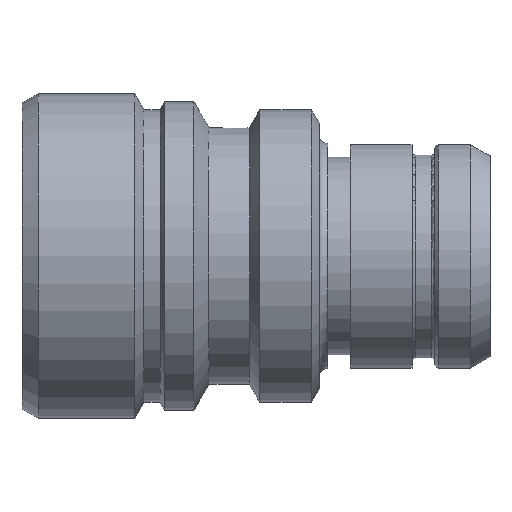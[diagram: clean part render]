
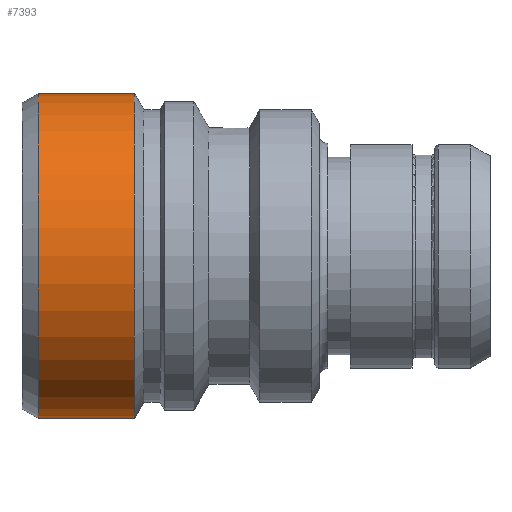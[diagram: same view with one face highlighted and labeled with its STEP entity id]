
A CAD part, top view. The second image highlights one B-rep face of the part: STEP entity #7393.
In plain terms, the highlighted cylindrical face has radius 10 mm (diameter 20 mm), a partial arc.
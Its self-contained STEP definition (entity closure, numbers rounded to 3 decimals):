
#259=CARTESIAN_POINT('',(1.,0.,0.));
#260=DIRECTION('',(1.,0.,0.));
#261=DIRECTION('',(0.,1.,0.));
#262=AXIS2_PLACEMENT_3D('',#259,#260,#261);
#264=CARTESIAN_POINT('',(6.923,0.,0.));
#265=DIRECTION('',(1.,0.,0.));
#266=DIRECTION('',(0.,1.,0.));
#267=AXIS2_PLACEMENT_3D('',#264,#265,#266);
#269=DIRECTION('',(-1.,0.,0.));
#270=VECTOR('',#269,5.923);
#271=CARTESIAN_POINT('',(6.923,10.,0.));
#272=LINE('673',#271,#270);
#273=DIRECTION('',(-1.,0.,0.));
#274=VECTOR('',#273,5.923);
#275=CARTESIAN_POINT('',(6.923,-10.,0.));
#276=LINE('688',#275,#274);
#5833=CARTESIAN_POINT('',(6.923,10.,0.));
#5834=VERTEX_POINT('',#5833);
#5835=CARTESIAN_POINT('',(1.,10.,0.));
#5836=VERTEX_POINT('',#5835);
#5869=CARTESIAN_POINT('',(6.923,-10.,0.));
#5870=VERTEX_POINT('',#5869);
#5871=CARTESIAN_POINT('',(1.,-10.,0.));
#5872=VERTEX_POINT('',#5871);
#7379=CARTESIAN_POINT('',(-1.44,0.,0.));
#7380=DIRECTION('',(1.,0.,0.));
#7381=DIRECTION('',(0.,-1.,0.));
#7382=AXIS2_PLACEMENT_3D('',#7379,#7380,#7381);
#7383=CYLINDRICAL_SURFACE('276',#7382,10.);
#7385=ORIENTED_EDGE('673',*,*,#7384,.F.);
#7387=ORIENTED_EDGE('706',*,*,#7386,.T.);
#7389=ORIENTED_EDGE('688',*,*,#7388,.T.);
#7390=ORIENTED_EDGE('707',*,*,#7365,.F.);
#7391=EDGE_LOOP('276',(#7385,#7387,#7389,#7390));
#7392=FACE_OUTER_BOUND('276',#7391,.F.);
#263=CIRCLE('707',#262,10.);
#268=CIRCLE('706',#267,10.);
#7365=EDGE_CURVE('707',#5836,#5872,#263,.T.);
#7384=EDGE_CURVE('673',#5834,#5836,#272,.T.);
#7386=EDGE_CURVE('706',#5834,#5870,#268,.T.);
#7388=EDGE_CURVE('688',#5870,#5872,#276,.T.);
#7393=ADVANCED_FACE('276',(#7392),#7383,.T.);
